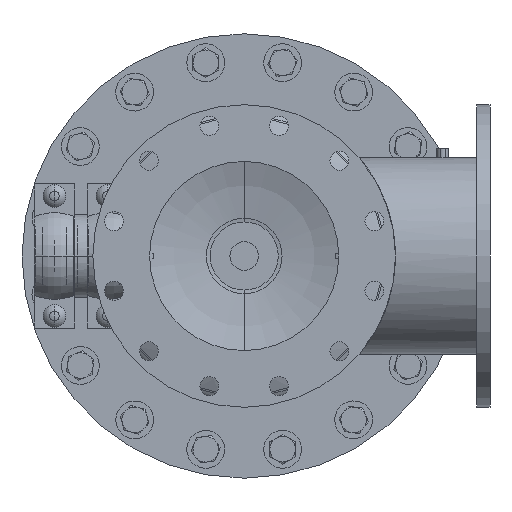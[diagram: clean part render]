
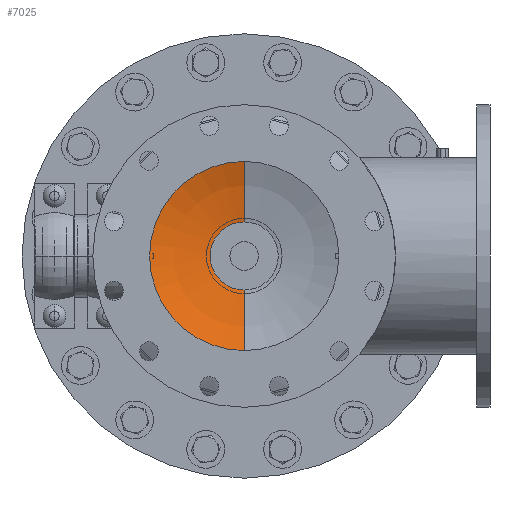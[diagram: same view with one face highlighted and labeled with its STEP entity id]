
A CAD part, front view. The second image highlights one B-rep face of the part: STEP entity #7025.
In plain terms, the highlighted toroidal (fillet/blend) face has major radius 0.001 mm and minor radius 401.4 mm.
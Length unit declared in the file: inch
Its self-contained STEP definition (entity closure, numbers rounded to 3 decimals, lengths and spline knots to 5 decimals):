
#293 = ORIENTED_EDGE ( 'NONE', *, *, #46379, .T. ) ;
#983 = DIRECTION ( 'NONE',  ( 0., 0., -1. ) ) ;
#4269 = VERTEX_POINT ( 'NONE', #10245 ) ;
#5586 = CARTESIAN_POINT ( 'NONE',  ( 0., 60.63164, -1.80339 ) ) ;
#6018 = CIRCLE ( 'NONE', #15279, 15.80315 ) ;
#7025 = ADVANCED_FACE ( 'NONE', ( #8613 ), #35729, .F. ) ;
#7044 = DIRECTION ( 'NONE',  ( 0., 0., -1. ) ) ;
#7874 = CIRCLE ( 'NONE', #13824, 15.80315 ) ;
#8441 = CIRCLE ( 'NONE', #40110, 1.80339 ) ;
#8613 = FACE_OUTER_BOUND ( 'NONE', #28426, .T. ) ;
#8836 = EDGE_CURVE ( 'NONE', #25935, #4269, #7874, .T. ) ;
#9773 = AXIS2_PLACEMENT_3D ( 'NONE', #28227, #22057, #7044 ) ;
#10245 = CARTESIAN_POINT ( 'NONE',  ( 0., 58.90262, -7.38602 ) ) ;
#13080 = VERTEX_POINT ( 'NONE', #16638 ) ;
#13824 = AXIS2_PLACEMENT_3D ( 'NONE', #15739, #19405, #40867 ) ;
#14501 = ORIENTED_EDGE ( 'NONE', *, *, #8836, .F. ) ;
#14533 = VERTEX_POINT ( 'NONE', #32113 ) ;
#15279 = AXIS2_PLACEMENT_3D ( 'NONE', #27136, #19263, #23055 ) ;
#15739 = CARTESIAN_POINT ( 'NONE',  ( 0., 44.93173, 0.00003 ) ) ;
#16638 = CARTESIAN_POINT ( 'NONE',  ( 0., 58.90262, 7.38602 ) ) ;
#19263 = DIRECTION ( 'NONE',  ( 1., 0., 0. ) ) ;
#19405 = DIRECTION ( 'NONE',  ( -1., 0., 0. ) ) ;
#22057 = DIRECTION ( 'NONE',  ( 0., -1., 0. ) ) ;
#22628 = DIRECTION ( 'NONE',  ( 0., -1., 0. ) ) ;
#23055 = DIRECTION ( 'NONE',  ( 0., 0., -1. ) ) ;
#23390 = DIRECTION ( 'NONE',  ( 0., 0., -1. ) ) ;
#23709 = AXIS2_PLACEMENT_3D ( 'NONE', #44845, #30036, #23390 ) ;
#25935 = VERTEX_POINT ( 'NONE', #5586 ) ;
#27136 = CARTESIAN_POINT ( 'NONE',  ( 0., 44.93173, -0.00003 ) ) ;
#28227 = CARTESIAN_POINT ( 'NONE',  ( 0., 44.93173, 0. ) ) ;
#28426 = EDGE_LOOP ( 'NONE', ( #42052, #293, #37542, #14501 ) ) ;
#30036 = DIRECTION ( 'NONE',  ( 0., -1., 0. ) ) ;
#32113 = CARTESIAN_POINT ( 'NONE',  ( 0., 60.63164, 1.80339 ) ) ;
#34230 = EDGE_CURVE ( 'NONE', #13080, #4269, #42995, .T. ) ;
#35729 = TOROIDAL_SURFACE ( 'NONE', #9773, -0.00003, 15.80315 ) ;
#37542 = ORIENTED_EDGE ( 'NONE', *, *, #34230, .T. ) ;
#40110 = AXIS2_PLACEMENT_3D ( 'NONE', #43810, #22628, #983 ) ;
#40867 = DIRECTION ( 'NONE',  ( 0., 0., 1. ) ) ;
#42052 = ORIENTED_EDGE ( 'NONE', *, *, #43990, .F. ) ;
#42995 = CIRCLE ( 'NONE', #23709, 7.38602 ) ;
#43810 = CARTESIAN_POINT ( 'NONE',  ( 0., 60.63164, 0. ) ) ;
#43990 = EDGE_CURVE ( 'NONE', #14533, #25935, #8441, .T. ) ;
#44845 = CARTESIAN_POINT ( 'NONE',  ( 0., 58.90262, 0. ) ) ;
#46379 = EDGE_CURVE ( 'NONE', #14533, #13080, #6018, .T. ) ;
